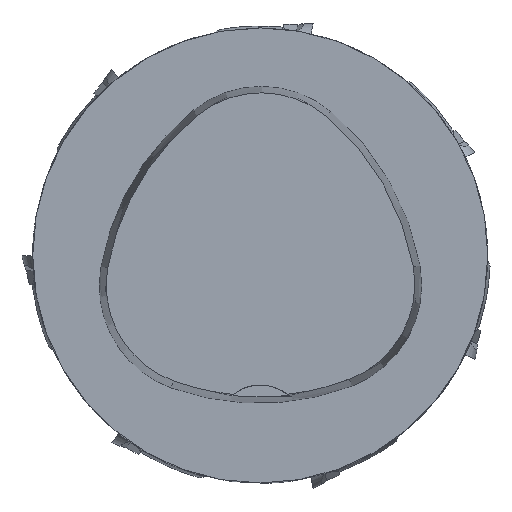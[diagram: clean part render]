
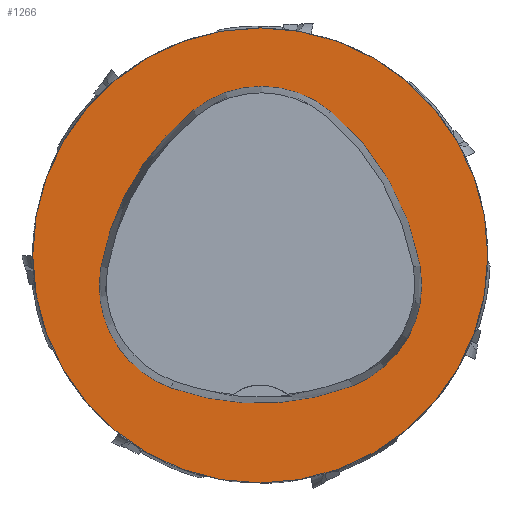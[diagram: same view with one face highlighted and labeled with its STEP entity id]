
A CAD part, top view. The second image highlights one B-rep face of the part: STEP entity #1266.
In plain terms, the highlighted planar face has unit normal (0, 0, 1).
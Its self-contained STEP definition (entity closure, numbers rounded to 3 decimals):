
#1266=ADVANCED_FACE('',(#1944,#1945),#1728,.T.);
#1728=PLANE('',#9534);
#1944=FACE_BOUND('',#2175,.T.);
#1945=FACE_BOUND('',#2176,.T.);
#2175=EDGE_LOOP('',(#4366,#4367,#4368,#4369,#4370,#4371));
#2176=EDGE_LOOP('',(#4372));
#2694=CIRCLE('',#9344,31.5);
#2783=CIRCLE('',#9512,36.);
#2785=CIRCLE('',#9515,15.);
#2787=CIRCLE('',#9518,36.);
#2789=CIRCLE('',#9521,15.);
#2793=CIRCLE('',#9526,36.);
#2795=CIRCLE('',#9529,15.);
#4366=ORIENTED_EDGE('',*,*,#7770,.T.);
#4367=ORIENTED_EDGE('',*,*,#7750,.T.);
#4368=ORIENTED_EDGE('',*,*,#7754,.T.);
#4369=ORIENTED_EDGE('',*,*,#7757,.T.);
#4370=ORIENTED_EDGE('',*,*,#7760,.T.);
#4371=ORIENTED_EDGE('',*,*,#7768,.T.);
#4372=ORIENTED_EDGE('',*,*,#7453,.F.);
#6556=VERTEX_POINT('',#13191);
#6778=VERTEX_POINT('',#14420);
#6779=VERTEX_POINT('',#14421);
#6782=VERTEX_POINT('',#14429);
#6784=VERTEX_POINT('',#14435);
#6786=VERTEX_POINT('',#14441);
#6793=VERTEX_POINT('',#14462);
#7453=EDGE_CURVE('',#6556,#6556,#2694,.T.);
#7750=EDGE_CURVE('',#6778,#6779,#2783,.T.);
#7754=EDGE_CURVE('',#6779,#6782,#2785,.T.);
#7757=EDGE_CURVE('',#6782,#6784,#2787,.T.);
#7760=EDGE_CURVE('',#6784,#6786,#2789,.T.);
#7768=EDGE_CURVE('',#6786,#6793,#2793,.T.);
#7770=EDGE_CURVE('',#6793,#6778,#2795,.T.);
#9344=AXIS2_PLACEMENT_3D('',#13190,#10438,#10439);
#9512=AXIS2_PLACEMENT_3D('',#14419,#10809,#10810);
#9515=AXIS2_PLACEMENT_3D('',#14428,#10817,#10818);
#9518=AXIS2_PLACEMENT_3D('',#14434,#10824,#10825);
#9521=AXIS2_PLACEMENT_3D('',#14440,#10831,#10832);
#9526=AXIS2_PLACEMENT_3D('',#14463,#10843,#10844);
#9529=AXIS2_PLACEMENT_3D('',#14466,#10849,#10850);
#9534=AXIS2_PLACEMENT_3D('',#14471,#10859,#10860);
#10438=DIRECTION('',(0.,0.,-1.));
#10439=DIRECTION('',(-1.,0.,0.));
#10809=DIRECTION('',(0.,0.,-1.));
#10810=DIRECTION('',(-1.,0.,0.));
#10817=DIRECTION('',(0.,0.,-1.));
#10818=DIRECTION('',(-1.,0.,0.));
#10824=DIRECTION('',(0.,0.,-1.));
#10825=DIRECTION('',(-1.,0.,0.));
#10831=DIRECTION('',(0.,0.,-1.));
#10832=DIRECTION('',(-1.,0.,0.));
#10843=DIRECTION('',(0.,0.,-1.));
#10844=DIRECTION('',(-1.,0.,0.));
#10849=DIRECTION('',(0.,0.,-1.));
#10850=DIRECTION('',(-1.,0.,0.));
#10859=DIRECTION('',(0.,0.,1.));
#10860=DIRECTION('',(1.,0.,0.));
#13190=CARTESIAN_POINT('',(0.,0.,0.));
#13191=CARTESIAN_POINT('',(-31.5,0.,0.));
#14419=CARTESIAN_POINT('',(13.398,-7.893,0.));
#14420=CARTESIAN_POINT('',(-22.041,-1.562,0.));
#14421=CARTESIAN_POINT('',(-9.317,20.036,0.));
#14428=CARTESIAN_POINT('',(0.148,8.399,0.));
#14429=CARTESIAN_POINT('',(9.779,19.898,0.));
#14434=CARTESIAN_POINT('',(-13.337,-7.7,0.));
#14435=CARTESIAN_POINT('',(22.122,-1.48,0.));
#14440=CARTESIAN_POINT('',(7.347,-4.071,0.));
#14441=CARTESIAN_POINT('',(12.693,-18.087,0.));
#14462=CARTESIAN_POINT('',(-12.373,-18.307,0.));
#14463=CARTESIAN_POINT('',(-0.137,15.55,0.));
#14466=CARTESIAN_POINT('',(-7.275,-4.2,0.));
#14471=CARTESIAN_POINT('',(0.,0.,0.));
